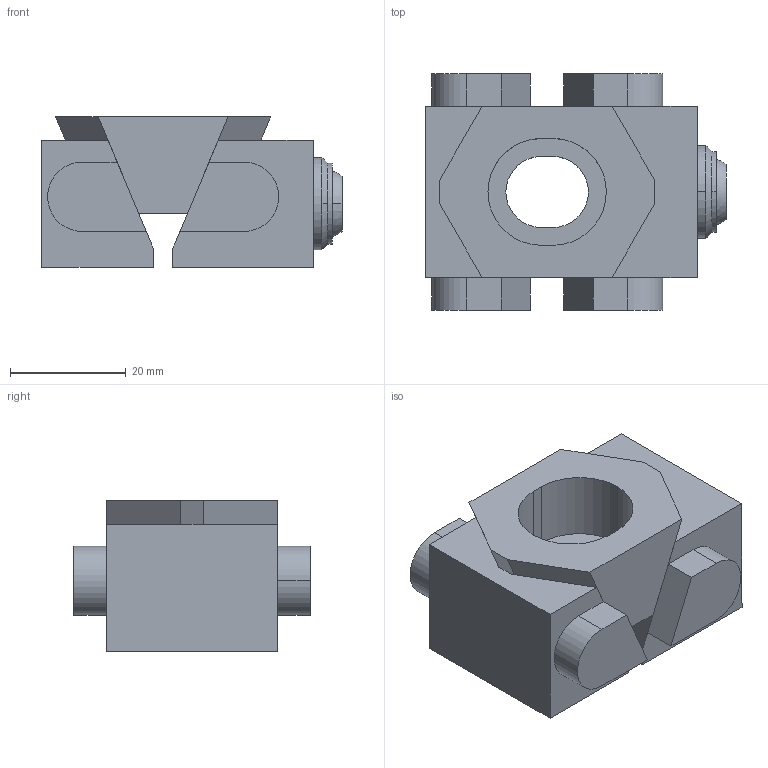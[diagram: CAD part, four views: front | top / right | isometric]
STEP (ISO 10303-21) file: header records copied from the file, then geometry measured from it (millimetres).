
FILE_DESCRIPTION (( 'STEP AP203' ), '1' );
FILE_NAME ('DK2-VT-SP.STEP', '2024-08-02T02:43:26', ( '' ), ( '' ), 'SwSTEP 2.0', 'SolidWorks 2022', '' );
FILE_SCHEMA (( 'CONFIG_CONTROL_DESIGN' ));
Length unit declared in the file: millimetre
Products named in the file (4): DK2-VT-SP_01; DK2-VT-SP_03; DK2-VT-SP; DK2-VT-SP_02
Assembly tree (3 placements, depth 2):
  DK2-VT-SP
    DK2-VT-SP_01
    DK2-VT-SP_02
    DK2-VT-SP_03
Bounding box: 52 x 41 x 26.07 mm (x, y, z)
Volume: 30533.5 mm3; surface area: 11395.9 mm2
Topology: 3 solids, 3 shells, 75 faces, 188 edges, 122 vertices
Faces by surface type: plane 53, cylinder 18, sphere 2, cone 2
Entity records: 2644 total; most frequent: DIRECTION 394, CARTESIAN_POINT 391, ORIENTED_EDGE 376, EDGE_CURVE 188, VECTOR 144, LINE 144, AXIS2_PLACEMENT_3D 125, VERTEX_POINT 122
